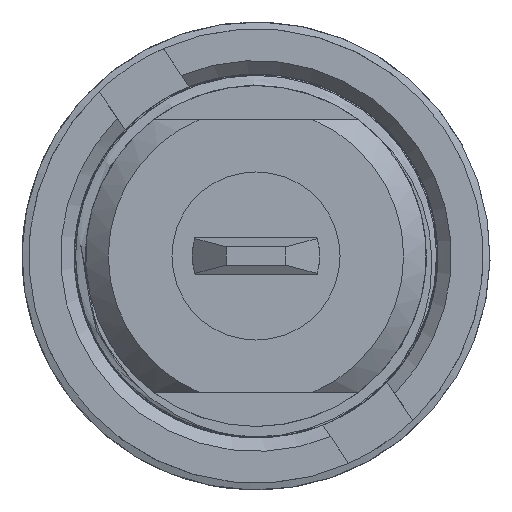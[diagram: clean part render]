
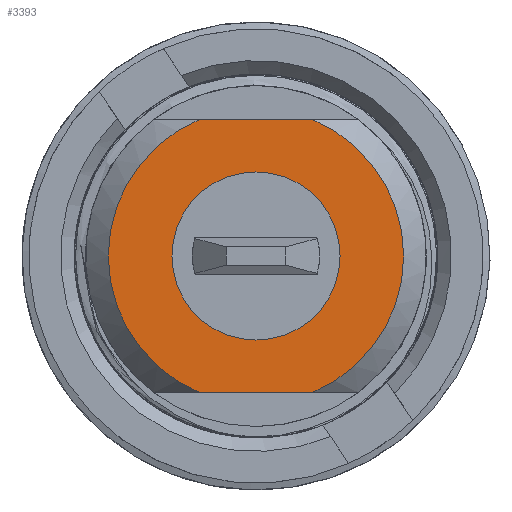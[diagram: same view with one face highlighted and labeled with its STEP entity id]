
A CAD part, front view. The second image highlights one B-rep face of the part: STEP entity #3393.
In plain terms, the highlighted planar face has unit normal (0, -1, 0).
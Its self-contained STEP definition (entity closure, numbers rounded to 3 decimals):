
#116=PLANE('',#3637);
#163=FACE_BOUND('',#506,.T.);
#319=FACE_OUTER_BOUND('',#505,.T.);
#505=EDGE_LOOP('',(#2640,#2641,#2642,#2643));
#506=EDGE_LOOP('',(#2644));
#613=CIRCLE('',#3556,1.85);
#643=CIRCLE('',#3638,3.25);
#644=CIRCLE('',#3639,3.25);
#934=LINE('',#13242,#1143);
#938=LINE('',#13261,#1147);
#1143=VECTOR('',#4186,10.);
#1147=VECTOR('',#4196,10.);
#1318=VERTEX_POINT('',#5729);
#1426=VERTEX_POINT('',#13237);
#1427=VERTEX_POINT('',#13241);
#1432=VERTEX_POINT('',#13256);
#1433=VERTEX_POINT('',#13260);
#1668=EDGE_CURVE('',#1318,#1318,#613,.T.);
#1854=EDGE_CURVE('',#1427,#1426,#934,.T.);
#1861=EDGE_CURVE('',#1433,#1432,#938,.T.);
#1864=EDGE_CURVE('',#1433,#1426,#643,.T.);
#1865=EDGE_CURVE('',#1427,#1432,#644,.T.);
#2640=ORIENTED_EDGE('',*,*,#1854,.T.);
#2641=ORIENTED_EDGE('',*,*,#1864,.F.);
#2642=ORIENTED_EDGE('',*,*,#1861,.T.);
#2643=ORIENTED_EDGE('',*,*,#1865,.F.);
#2644=ORIENTED_EDGE('',*,*,#1668,.T.);
#3393=ADVANCED_FACE('',(#319,#163),#116,.T.);
#3556=AXIS2_PLACEMENT_3D('',#5731,#3950,#3951);
#3637=AXIS2_PLACEMENT_3D('',#13267,#4201,#4202);
#3638=AXIS2_PLACEMENT_3D('',#13268,#4203,#4204);
#3639=AXIS2_PLACEMENT_3D('',#13269,#4205,#4206);
#3950=DIRECTION('center_axis',(0.,1.,0.));
#3951=DIRECTION('ref_axis',(1.,0.,0.));
#4186=DIRECTION('',(-1.,0.,0.));
#4196=DIRECTION('',(1.,0.,0.));
#4201=DIRECTION('center_axis',(0.,-1.,0.));
#4202=DIRECTION('ref_axis',(0.383,0.,-0.924));
#4203=DIRECTION('center_axis',(0.,1.,0.));
#4204=DIRECTION('ref_axis',(-0.924,0.,-0.383));
#4205=DIRECTION('center_axis',(0.,1.,0.));
#4206=DIRECTION('ref_axis',(-0.924,0.,-0.383));
#5729=CARTESIAN_POINT('',(-1.85,0.6,0.));
#5731=CARTESIAN_POINT('Origin',(0.,0.6,0.));
#13237=CARTESIAN_POINT('',(-1.25,0.6,3.));
#13241=CARTESIAN_POINT('',(1.25,0.6,3.));
#13242=CARTESIAN_POINT('',(-0.793,0.6,3.));
#13256=CARTESIAN_POINT('',(1.25,0.6,-3.));
#13260=CARTESIAN_POINT('',(-1.25,0.6,-3.));
#13261=CARTESIAN_POINT('',(3.207,0.6,-3.));
#13267=CARTESIAN_POINT('Origin',(2.414,0.6,1.));
#13268=CARTESIAN_POINT('Origin',(0.,0.6,0.));
#13269=CARTESIAN_POINT('Origin',(0.,0.6,0.));
